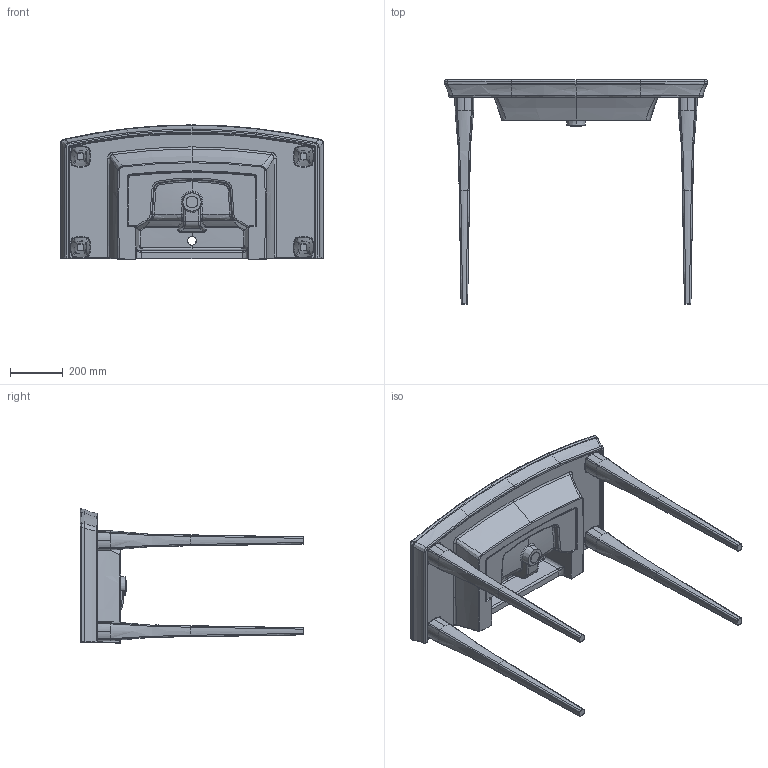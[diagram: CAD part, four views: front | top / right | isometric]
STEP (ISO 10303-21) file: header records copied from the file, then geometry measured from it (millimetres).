
FILE_DESCRIPTION(/* description */ (''),/* implementation_level */ '2;1');
FILE_NAME(/* name */ '1168_1169 Bocchi 90cm 4 ayakli lavabo.stp',/* time_stamp */ '2014-01-23T09:16:25+02:00',/* author */ (''),/* organization */ (''),/* preprocessor_version */ 'ST-DEVELOPER v15',/* originating_system */ 'SIEMENS PLM Software NX 8.5',/* authorisation */ '');
FILE_SCHEMA (('AP203_CONFIGURATION_CONTROLLED_3D_DESIGN_OF_MECHANICAL_PARTS_AND_ASSEMBLIES_MIM_LF { 1 0 10303 403 2 1 2}'));
Products named in the file (1): Cosk15504831uceg
Bounding box: 999.69 x 850.56 x 509.74 mm (x, y, z)
Volume: 32316462.2 mm3; surface area: 1960232 mm2
Topology: 5 solids, 32 shells, 741 faces, 1776 edges, 1061 vertices
Faces by surface type: bspline 646, cylinder 30, plane 25, torus 16, sphere 10, extrusion 9, cone 5
Entity records: 50798 total; most frequent: CARTESIAN_POINT 38750, ORIENTED_EDGE 3404, EDGE_CURVE 1761, B_SPLINE_CURVE_WITH_KNOTS 1371, VERTEX_POINT 1061, DIRECTION 891, EDGE_LOOP 747, ADVANCED_FACE 741
